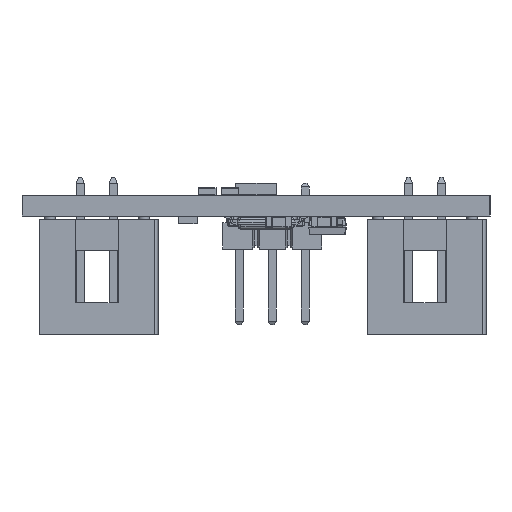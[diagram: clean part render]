
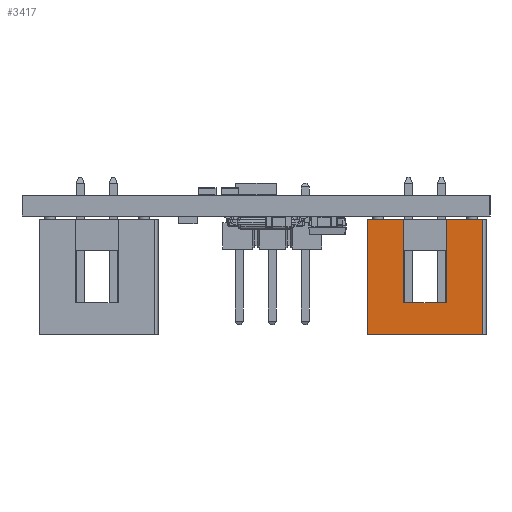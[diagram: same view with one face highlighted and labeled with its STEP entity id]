
A CAD part, left-side view. The second image highlights one B-rep face of the part: STEP entity #3417.
In plain terms, the highlighted planar face has unit normal (-1, 0, 0).
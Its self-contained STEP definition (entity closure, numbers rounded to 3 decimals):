
#2937 = VERTEX_POINT('',#2938);
#2938 = CARTESIAN_POINT('',(-10.18,-4.425,-4.425));
#2944 = EDGE_CURVE('',#2937,#2945,#2947,.T.);
#2945 = VERTEX_POINT('',#2946);
#2946 = CARTESIAN_POINT('',(-10.18,-1.65,-4.425));
#2947 = LINE('',#2948,#2949);
#2948 = CARTESIAN_POINT('',(-10.18,-4.425,-4.425));
#2949 = VECTOR('',#2950,1.);
#2950 = DIRECTION('',(0.,1.,0.));
#2969 = VERTEX_POINT('',#2970);
#2970 = CARTESIAN_POINT('',(-10.18,1.65,-4.425));
#2976 = EDGE_CURVE('',#2969,#2977,#2979,.T.);
#2977 = VERTEX_POINT('',#2978);
#2978 = CARTESIAN_POINT('',(-10.18,4.425,-4.425));
#2979 = LINE('',#2980,#2981);
#2980 = CARTESIAN_POINT('',(-10.18,-4.425,-4.425));
#2981 = VECTOR('',#2982,1.);
#2982 = DIRECTION('',(0.,1.,0.));
#3354 = VERTEX_POINT('',#3355);
#3355 = CARTESIAN_POINT('',(-10.18,-4.425,4.425));
#3361 = EDGE_CURVE('',#2937,#3354,#3362,.T.);
#3362 = LINE('',#3363,#3364);
#3363 = CARTESIAN_POINT('',(-10.18,-4.425,-4.425));
#3364 = VECTOR('',#3365,1.);
#3365 = DIRECTION('',(0.,0.,1.));
#3399 = EDGE_CURVE('',#2977,#3400,#3402,.T.);
#3400 = VERTEX_POINT('',#3401);
#3401 = CARTESIAN_POINT('',(-10.18,4.425,4.425));
#3402 = LINE('',#3403,#3404);
#3403 = CARTESIAN_POINT('',(-10.18,4.425,-4.425));
#3404 = VECTOR('',#3405,1.);
#3405 = DIRECTION('',(0.,0.,1.));
#3417 = ADVANCED_FACE('',(#3418),#3452,.T.);
#3418 = FACE_BOUND('',#3419,.T.);
#3419 = EDGE_LOOP('',(#3420,#3430,#3436,#3437,#3438,#3444,#3445,#3446));
#3420 = ORIENTED_EDGE('',*,*,#3421,.T.);
#3421 = EDGE_CURVE('',#3422,#3424,#3426,.T.);
#3422 = VERTEX_POINT('',#3423);
#3423 = CARTESIAN_POINT('',(-10.18,1.65,1.975));
#3424 = VERTEX_POINT('',#3425);
#3425 = CARTESIAN_POINT('',(-10.18,-1.65,1.975));
#3426 = LINE('',#3427,#3428);
#3427 = CARTESIAN_POINT('',(-10.18,1.65,1.975));
#3428 = VECTOR('',#3429,1.);
#3429 = DIRECTION('',(0.,-1.,0.));
#3430 = ORIENTED_EDGE('',*,*,#3431,.T.);
#3431 = EDGE_CURVE('',#3424,#2945,#3432,.T.);
#3432 = LINE('',#3433,#3434);
#3433 = CARTESIAN_POINT('',(-10.18,-1.65,1.975));
#3434 = VECTOR('',#3435,1.);
#3435 = DIRECTION('',(0.,0.,-1.));
#3436 = ORIENTED_EDGE('',*,*,#2944,.F.);
#3437 = ORIENTED_EDGE('',*,*,#3361,.T.);
#3438 = ORIENTED_EDGE('',*,*,#3439,.T.);
#3439 = EDGE_CURVE('',#3354,#3400,#3440,.T.);
#3440 = LINE('',#3441,#3442);
#3441 = CARTESIAN_POINT('',(-10.18,-4.425,4.425));
#3442 = VECTOR('',#3443,1.);
#3443 = DIRECTION('',(0.,1.,0.));
#3444 = ORIENTED_EDGE('',*,*,#3399,.F.);
#3445 = ORIENTED_EDGE('',*,*,#2976,.F.);
#3446 = ORIENTED_EDGE('',*,*,#3447,.F.);
#3447 = EDGE_CURVE('',#3422,#2969,#3448,.T.);
#3448 = LINE('',#3449,#3450);
#3449 = CARTESIAN_POINT('',(-10.18,1.65,1.975));
#3450 = VECTOR('',#3451,1.);
#3451 = DIRECTION('',(0.,0.,-1.));
#3452 = PLANE('',#3453);
#3453 = AXIS2_PLACEMENT_3D('',#3454,#3455,#3456);
#3454 = CARTESIAN_POINT('',(-10.18,-4.425,-4.425));
#3455 = DIRECTION('',(-1.,0.,0.));
#3456 = DIRECTION('',(0.,0.,1.));
